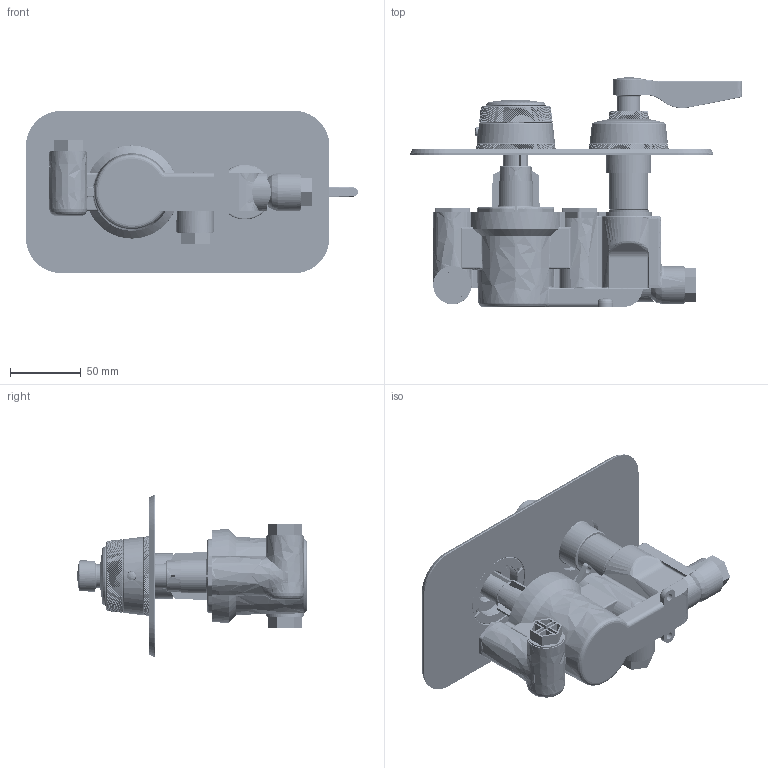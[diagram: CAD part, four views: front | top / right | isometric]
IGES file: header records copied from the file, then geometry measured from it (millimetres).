
Global section: file name: T1001-LA; native system: Autodesk Inventor 2020; preprocessor: unknown; author: rclarke; date: 20200203.084343; units: millimetre
Bounding box: 235.25 x 163.04 x 115 mm (x, y, z)
Volume: 484787.5 mm3; surface area: 286018.4 mm2
Topology: 56 solids, 61 shells, 21743 faces, 47514 edges, 26041 vertices
Faces by surface type: bspline 21743
